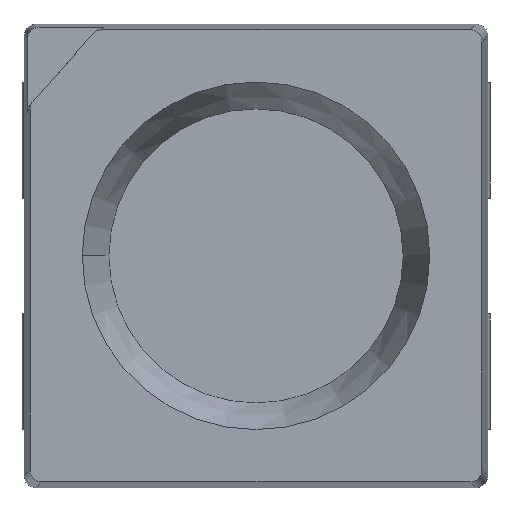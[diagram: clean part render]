
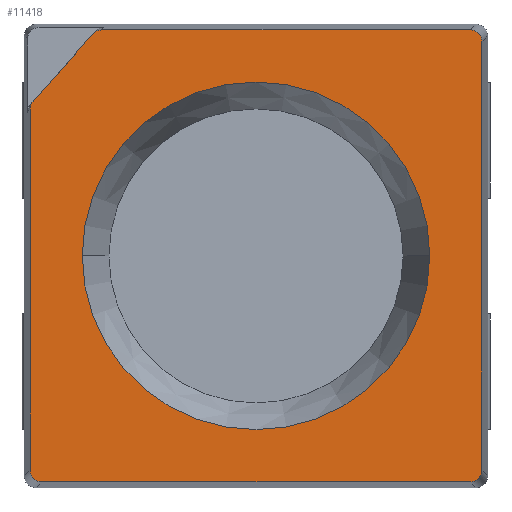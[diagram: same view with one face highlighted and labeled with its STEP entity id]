
A CAD part, top view. The second image highlights one B-rep face of the part: STEP entity #11418.
In plain terms, the highlighted planar face has unit normal (0, 0, 1).
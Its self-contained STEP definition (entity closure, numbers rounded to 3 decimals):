
#8 = VERTEX_POINT ( 'NONE', #8019 ) ;
#39 = ORIENTED_EDGE ( 'NONE', *, *, #10665, .T. ) ;
#162 = DIRECTION ( 'NONE',  ( 0., 1., 0. ) ) ;
#248 = CARTESIAN_POINT ( 'NONE',  ( 0., 0., 0.9 ) ) ;
#259 = DIRECTION ( 'NONE',  ( 0., 0., 1. ) ) ;
#287 = CARTESIAN_POINT ( 'NONE',  ( 0.75, 0., 0.9 ) ) ;
#341 = CARTESIAN_POINT ( 'NONE',  ( -0.75, 0., 0.9 ) ) ;
#344 = CARTESIAN_POINT ( 'NONE',  ( -0.975, 0.645, 0.9 ) ) ;
#426 = VECTOR ( 'NONE', #162, 1000. ) ;
#435 = CARTESIAN_POINT ( 'NONE',  ( -0.962, 0.666, 0.9 ) ) ;
#745 = DIRECTION ( 'NONE',  ( 0., 0., 1. ) ) ;
#764 = CARTESIAN_POINT ( 'NONE',  ( -1.199, 0.4, 0.9 ) ) ;
#1045 = EDGE_CURVE ( 'NONE', #12047, #8, #7705, .T. ) ;
#1052 = CARTESIAN_POINT ( 'NONE',  ( 0.975, 0.925, 0.9 ) ) ;
#1265 = CARTESIAN_POINT ( 'NONE',  ( 0.954, -0.975, 0.9 ) ) ;
#1330 = CARTESIAN_POINT ( 'NONE',  ( -0.975, 0.975, 0.9 ) ) ;
#1456 = ORIENTED_EDGE ( 'NONE', *, *, #5667, .F. ) ;
#1551 = AXIS2_PLACEMENT_3D ( 'NONE', #248, #4728, #8898 ) ;
#1912 = EDGE_CURVE ( 'NONE', #13675, #7978, #12218, .T. ) ;
#2098 = CARTESIAN_POINT ( 'NONE',  ( 0.925, 0.975, 0.9 ) ) ;
#2159 = CARTESIAN_POINT ( 'NONE',  ( -0.925, -0.975, 0.9 ) ) ;
#2341 = CARTESIAN_POINT ( 'NONE',  ( -0.975, -0.954, 0.9 ) ) ;
#2422 = EDGE_CURVE ( 'NONE', #11148, #11562, #8175, .T. ) ;
#2531 = EDGE_LOOP ( 'NONE', ( #1456, #11367 ) ) ;
#2930 = CIRCLE ( 'NONE', #11121, 0.75 ) ;
#3004 = VERTEX_POINT ( 'NONE', #287 ) ;
#3225 = CARTESIAN_POINT ( 'NONE',  ( -0.925, -0.975, 0.9 ) ) ;
#3340 = CARTESIAN_POINT ( 'NONE',  ( -0.975, 0.633, 0.9 ) ) ;
#3494 = CARTESIAN_POINT ( 'NONE',  ( -0.703, 0.958, 0.9 ) ) ;
#3797 =( BOUNDED_CURVE ( )  B_SPLINE_CURVE ( 3, ( #4437, #1265, #14499, #4561 ),
 .UNSPECIFIED., .F., .F. ) 
 B_SPLINE_CURVE_WITH_KNOTS ( ( 4, 4 ),
 ( 5.499, 7.067 ),
 .UNSPECIFIED. ) 
 CURVE ( )  GEOMETRIC_REPRESENTATION_ITEM ( )  RATIONAL_B_SPLINE_CURVE ( ( 1., 0.805, 0.805, 1. ) ) 
 REPRESENTATION_ITEM ( '' )  );
#4162 = DIRECTION ( 'NONE',  ( 0.664, 0.748, 0. ) ) ;
#4437 = CARTESIAN_POINT ( 'NONE',  ( 0.925, -0.975, 0.9 ) ) ;
#4454 = DIRECTION ( 'NONE',  ( 1., 0., 0. ) ) ;
#4476 = CARTESIAN_POINT ( 'NONE',  ( -0.975, -0.925, 0.9 ) ) ;
#4561 = CARTESIAN_POINT ( 'NONE',  ( 0.975, -0.925, 0.9 ) ) ;
#4689 = ORIENTED_EDGE ( 'NONE', *, *, #5594, .F. ) ;
#4723 = EDGE_CURVE ( 'NONE', #13429, #3004, #2930, .T. ) ;
#4728 = DIRECTION ( 'NONE',  ( 0., 0., 1. ) ) ;
#4887 = VERTEX_POINT ( 'NONE', #2159 ) ;
#5168 = PLANE ( 'NONE',  #13535 ) ;
#5224 = DIRECTION ( 'NONE',  ( 1., 0., 0. ) ) ;
#5287 = VECTOR ( 'NONE', #4454, 1000. ) ;
#5519 = CARTESIAN_POINT ( 'NONE',  ( 0.975, 0.954, 0.9 ) ) ;
#5594 = EDGE_CURVE ( 'NONE', #13675, #11562, #9858, .T. ) ;
#5632 = DIRECTION ( 'NONE',  ( 0., -1., 0. ) ) ;
#5633 = EDGE_CURVE ( 'NONE', #4887, #6077, #5808, .T. ) ;
#5661 = CARTESIAN_POINT ( 'NONE',  ( -0.694, 0.969, 0.9 ) ) ;
#5667 = EDGE_CURVE ( 'NONE', #3004, #13429, #13542, .T. ) ;
#5808 = LINE ( 'NONE', #11102, #5287 ) ;
#5899 = EDGE_CURVE ( 'NONE', #6077, #12047, #3797, .T. ) ;
#6077 = VERTEX_POINT ( 'NONE', #10771 ) ;
#6273 = EDGE_CURVE ( 'NONE', #8, #13874, #8250, .T. ) ;
#6558 = CARTESIAN_POINT ( 'NONE',  ( -0.954, -0.975, 0.9 ) ) ;
#6691 = VECTOR ( 'NONE', #4162, 1000. ) ;
#6786 = ORIENTED_EDGE ( 'NONE', *, *, #9776, .T. ) ;
#7600 = ORIENTED_EDGE ( 'NONE', *, *, #1045, .T. ) ;
#7693 = FACE_BOUND ( 'NONE', #2531, .T. ) ;
#7705 = LINE ( 'NONE', #13613, #426 ) ;
#7978 = VERTEX_POINT ( 'NONE', #3340 ) ;
#8019 = CARTESIAN_POINT ( 'NONE',  ( 0.975, 0.925, 0.9 ) ) ;
#8175 =( BOUNDED_CURVE ( )  B_SPLINE_CURVE ( 3, ( #9124, #13549, #5661, #3494 ),
 .UNSPECIFIED., .F., .T. ) 
 B_SPLINE_CURVE_WITH_KNOTS ( ( 4, 4 ),
 ( 3.866, 4.712 ),
 .UNSPECIFIED. ) 
 CURVE ( )  GEOMETRIC_REPRESENTATION_ITEM ( )  RATIONAL_B_SPLINE_CURVE ( ( 1., 0.941, 0.941, 1. ) ) 
 REPRESENTATION_ITEM ( '' )  );
#8238 = CARTESIAN_POINT ( 'NONE',  ( -0.962, 0.666, 0.9 ) ) ;
#8250 =( BOUNDED_CURVE ( )  B_SPLINE_CURVE ( 3, ( #1052, #5519, #11938, #13334 ),
 .UNSPECIFIED., .F., .F. ) 
 B_SPLINE_CURVE_WITH_KNOTS ( ( 4, 4 ),
 ( 5.499, 7.067 ),
 .UNSPECIFIED. ) 
 CURVE ( )  GEOMETRIC_REPRESENTATION_ITEM ( )  RATIONAL_B_SPLINE_CURVE ( ( 1., 0.805, 0.805, 1. ) ) 
 REPRESENTATION_ITEM ( '' )  );
#8898 = DIRECTION ( 'NONE',  ( 1., 0., 0. ) ) ;
#9078 = CARTESIAN_POINT ( 'NONE',  ( -0.971, 0.657, 0.9 ) ) ;
#9124 = CARTESIAN_POINT ( 'NONE',  ( -0.666, 0.975, 0.9 ) ) ;
#9144 = EDGE_CURVE ( 'NONE', #13874, #11148, #13096, .T. ) ;
#9198 = DIRECTION ( 'NONE',  ( 1., 0., 0. ) ) ;
#9443 = VECTOR ( 'NONE', #13227, 1000. ) ;
#9766 =( BOUNDED_CURVE ( )  B_SPLINE_CURVE ( 3, ( #13490, #2341, #6558, #3225 ),
 .UNSPECIFIED., .F., .F. ) 
 B_SPLINE_CURVE_WITH_KNOTS ( ( 4, 4 ),
 ( 5.499, 7.067 ),
 .UNSPECIFIED. ) 
 CURVE ( )  GEOMETRIC_REPRESENTATION_ITEM ( )  RATIONAL_B_SPLINE_CURVE ( ( 1., 0.805, 0.805, 1. ) ) 
 REPRESENTATION_ITEM ( '' )  );
#9776 = EDGE_CURVE ( 'NONE', #11024, #4887, #9766, .T. ) ;
#9848 = CARTESIAN_POINT ( 'NONE',  ( -0.666, 0.975, 0.9 ) ) ;
#9858 = LINE ( 'NONE', #764, #6691 ) ;
#10359 = ORIENTED_EDGE ( 'NONE', *, *, #1912, .T. ) ;
#10665 = EDGE_CURVE ( 'NONE', #7978, #11024, #11079, .T. ) ;
#10771 = CARTESIAN_POINT ( 'NONE',  ( 0.925, -0.975, 0.9 ) ) ;
#10797 = CARTESIAN_POINT ( 'NONE',  ( 0., 0., 0.9 ) ) ;
#10903 = VECTOR ( 'NONE', #5632, 1000. ) ;
#11024 = VERTEX_POINT ( 'NONE', #4476 ) ;
#11079 = LINE ( 'NONE', #1330, #10903 ) ;
#11102 = CARTESIAN_POINT ( 'NONE',  ( -0.975, -0.975, 0.9 ) ) ;
#11121 = AXIS2_PLACEMENT_3D ( 'NONE', #11489, #259, #9198 ) ;
#11148 = VERTEX_POINT ( 'NONE', #9848 ) ;
#11367 = ORIENTED_EDGE ( 'NONE', *, *, #4723, .F. ) ;
#11418 = ADVANCED_FACE ( 'NONE', ( #12998, #7693 ), #5168, .T. ) ;
#11489 = CARTESIAN_POINT ( 'NONE',  ( 0., 0., 0.9 ) ) ;
#11507 = CARTESIAN_POINT ( 'NONE',  ( -0.975, 0.633, 0.9 ) ) ;
#11562 = VERTEX_POINT ( 'NONE', #13971 ) ;
#11938 = CARTESIAN_POINT ( 'NONE',  ( 0.954, 0.975, 0.9 ) ) ;
#12019 = ORIENTED_EDGE ( 'NONE', *, *, #5633, .T. ) ;
#12047 = VERTEX_POINT ( 'NONE', #12971 ) ;
#12218 =( BOUNDED_CURVE ( )  B_SPLINE_CURVE ( 3, ( #435, #9078, #344, #11507 ),
 .UNSPECIFIED., .F., .T. ) 
 B_SPLINE_CURVE_WITH_KNOTS ( ( 4, 4 ),
 ( 4.712, 5.44 ),
 .UNSPECIFIED. ) 
 CURVE ( )  GEOMETRIC_REPRESENTATION_ITEM ( )  RATIONAL_B_SPLINE_CURVE ( ( 1., 0.956, 0.956, 1. ) ) 
 REPRESENTATION_ITEM ( '' )  );
#12421 = ORIENTED_EDGE ( 'NONE', *, *, #9144, .T. ) ;
#12971 = CARTESIAN_POINT ( 'NONE',  ( 0.975, -0.925, 0.9 ) ) ;
#12998 = FACE_OUTER_BOUND ( 'NONE', #13649, .T. ) ;
#13096 = LINE ( 'NONE', #14504, #9443 ) ;
#13111 = ORIENTED_EDGE ( 'NONE', *, *, #2422, .T. ) ;
#13227 = DIRECTION ( 'NONE',  ( -1., 0., 0. ) ) ;
#13334 = CARTESIAN_POINT ( 'NONE',  ( 0.925, 0.975, 0.9 ) ) ;
#13429 = VERTEX_POINT ( 'NONE', #341 ) ;
#13490 = CARTESIAN_POINT ( 'NONE',  ( -0.975, -0.925, 0.9 ) ) ;
#13532 = ORIENTED_EDGE ( 'NONE', *, *, #5899, .T. ) ;
#13535 = AXIS2_PLACEMENT_3D ( 'NONE', #10797, #745, #5224 ) ;
#13542 = CIRCLE ( 'NONE', #1551, 0.75 ) ;
#13549 = CARTESIAN_POINT ( 'NONE',  ( -0.68, 0.975, 0.9 ) ) ;
#13613 = CARTESIAN_POINT ( 'NONE',  ( 0.975, -0.975, 0.9 ) ) ;
#13649 = EDGE_LOOP ( 'NONE', ( #12421, #13111, #4689, #10359, #39, #6786, #12019, #13532, #7600, #14536 ) ) ;
#13675 = VERTEX_POINT ( 'NONE', #8238 ) ;
#13874 = VERTEX_POINT ( 'NONE', #2098 ) ;
#13971 = CARTESIAN_POINT ( 'NONE',  ( -0.703, 0.958, 0.9 ) ) ;
#14499 = CARTESIAN_POINT ( 'NONE',  ( 0.975, -0.954, 0.9 ) ) ;
#14504 = CARTESIAN_POINT ( 'NONE',  ( 0.975, 0.975, 0.9 ) ) ;
#14536 = ORIENTED_EDGE ( 'NONE', *, *, #6273, .T. ) ;
